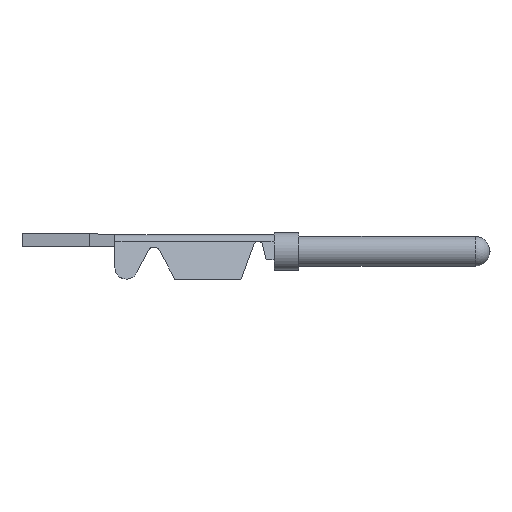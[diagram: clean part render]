
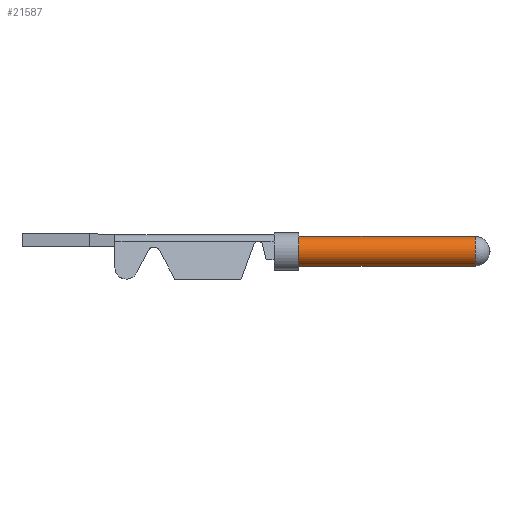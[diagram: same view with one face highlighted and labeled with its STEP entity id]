
A CAD part, left-side view. The second image highlights one B-rep face of the part: STEP entity #21587.
In plain terms, the highlighted cylindrical face has radius 0.597 mm (diameter 1.194 mm), a partial arc.
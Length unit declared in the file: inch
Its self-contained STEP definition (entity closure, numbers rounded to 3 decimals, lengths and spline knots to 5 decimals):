
#1613 = FACE_OUTER_BOUND ( 'NONE', #8319, .T. ) ;
#2338 = CARTESIAN_POINT ( 'NONE',  ( -1.98, -0.5655, -0.01148 ) ) ;
#3028 = VERTEX_POINT ( 'NONE', #11847 ) ;
#3239 = VECTOR ( 'NONE', #22091, 39.37008 ) ;
#3311 = EDGE_CURVE ( 'NONE', #23394, #3028, #8531, .T. ) ;
#3589 = EDGE_CURVE ( 'NONE', #12558, #23394, #21554, .T. ) ;
#4173 = DIRECTION ( 'NONE',  ( 0., 0., 1. ) ) ;
#4301 = DIRECTION ( 'NONE',  ( 0., 1., 0. ) ) ;
#6468 = CARTESIAN_POINT ( 'NONE',  ( -1.98, -0.589, -0.03498 ) ) ;
#6766 = ORIENTED_EDGE ( 'NONE', *, *, #21073, .F. ) ;
#6818 = VECTOR ( 'NONE', #17772, 39.37008 ) ;
#6949 = ORIENTED_EDGE ( 'NONE', *, *, #3589, .T. ) ;
#7493 = VERTEX_POINT ( 'NONE', #19889 ) ;
#7670 = AXIS2_PLACEMENT_3D ( 'NONE', #17441, #9762, #17561 ) ;
#8319 = EDGE_LOOP ( 'NONE', ( #6766, #10041, #6949, #23159 ) ) ;
#8531 = CIRCLE ( 'NONE', #7670, 0.0235 ) ;
#9330 = EDGE_CURVE ( 'NONE', #7493, #12558, #14279, .T. ) ;
#9762 = DIRECTION ( 'NONE',  ( 0., -1., 0. ) ) ;
#10026 = CARTESIAN_POINT ( 'NONE',  ( -1.98, -0.5655, 0.01202 ) ) ;
#10041 = ORIENTED_EDGE ( 'NONE', *, *, #9330, .T. ) ;
#10267 = DIRECTION ( 'NONE',  ( 0., 1., 0. ) ) ;
#11847 = CARTESIAN_POINT ( 'NONE',  ( -1.98, -0.289, -0.03498 ) ) ;
#12266 = CARTESIAN_POINT ( 'NONE',  ( -1.98, -0.589, -0.01148 ) ) ;
#12558 = VERTEX_POINT ( 'NONE', #10026 ) ;
#14279 = CIRCLE ( 'NONE', #24251, 0.0235 ) ;
#15429 = CARTESIAN_POINT ( 'NONE',  ( -1.98, -0.589, 0.01202 ) ) ;
#16375 = AXIS2_PLACEMENT_3D ( 'NONE', #12266, #4301, #4173 ) ;
#17017 = CARTESIAN_POINT ( 'NONE',  ( -1.98, -0.289, 0.01202 ) ) ;
#17441 = CARTESIAN_POINT ( 'NONE',  ( -1.98, -0.289, -0.01148 ) ) ;
#17561 = DIRECTION ( 'NONE',  ( 0., 0., -1. ) ) ;
#17772 = DIRECTION ( 'NONE',  ( 0., 1., 0. ) ) ;
#19889 = CARTESIAN_POINT ( 'NONE',  ( -1.98, -0.5655, -0.03498 ) ) ;
#21073 = EDGE_CURVE ( 'NONE', #7493, #3028, #24301, .T. ) ;
#21554 = LINE ( 'NONE', #15429, #6818 ) ;
#21587 = ADVANCED_FACE ( 'NONE', ( #1613 ), #25400, .T. ) ;
#22091 = DIRECTION ( 'NONE',  ( 0., 1., 0. ) ) ;
#23159 = ORIENTED_EDGE ( 'NONE', *, *, #3311, .T. ) ;
#23394 = VERTEX_POINT ( 'NONE', #17017 ) ;
#24251 = AXIS2_PLACEMENT_3D ( 'NONE', #2338, #10267, #24315 ) ;
#24301 = LINE ( 'NONE', #6468, #3239 ) ;
#24315 = DIRECTION ( 'NONE',  ( 0., 0., 1. ) ) ;
#25400 = CYLINDRICAL_SURFACE ( 'NONE', #16375, 0.0235 ) ;
